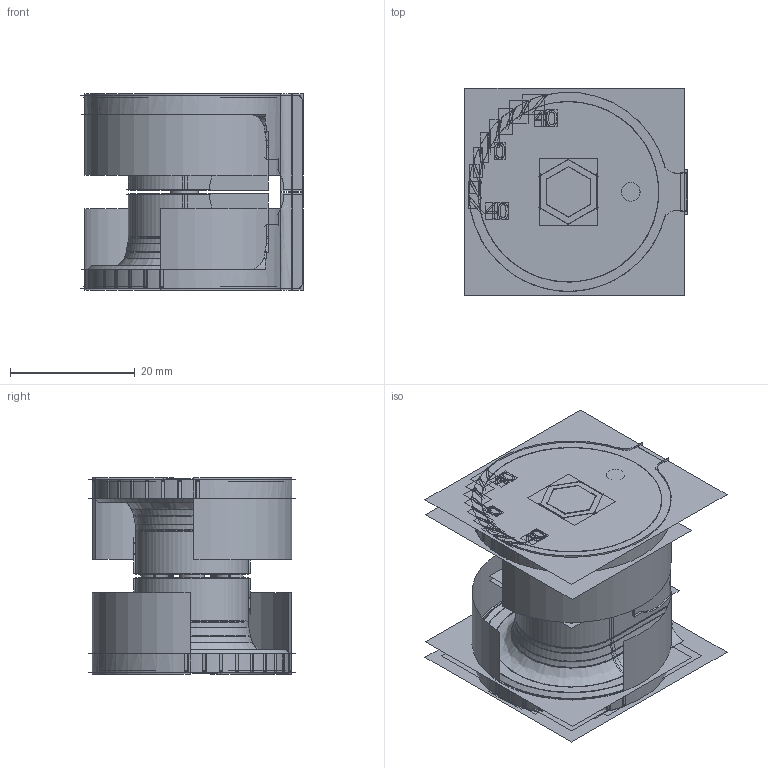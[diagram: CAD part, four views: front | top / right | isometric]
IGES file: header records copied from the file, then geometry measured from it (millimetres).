
Start section:  PTC IGES file: 211994.igs
Global section: file name: 211994.igs; native system: Creo Parametric by PTC Inc.; preprocessor: 2018300; author: pdmadmin; organization: Unknown; date: 20190529.093312; units: millimetre
Bounding box: 35.7 x 33.3 x 31.6 mm (x, y, z)
Volume: 12872.4 mm3; surface area: 35638.1 mm2
Topology: 4 solids, 4 shells, 882 faces, 4364 edges, 5425 vertices
Faces by surface type: bspline 474, revolution 260, extrusion 148
